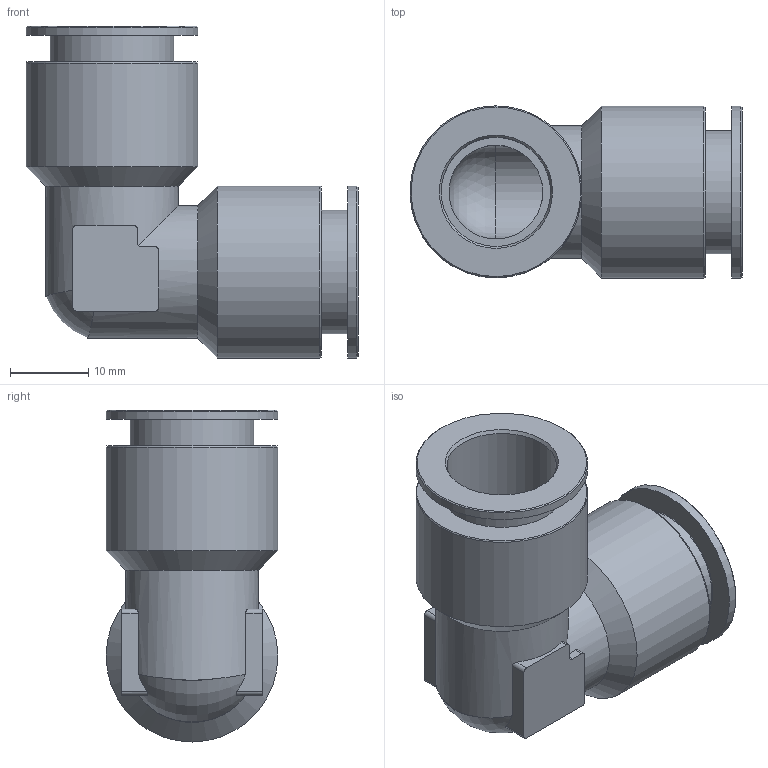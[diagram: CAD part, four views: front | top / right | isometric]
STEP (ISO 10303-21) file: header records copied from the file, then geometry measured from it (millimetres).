
FILE_DESCRIPTION(/* description */ ('STEP AP214'),/* implementation_level */ '2;1');
FILE_NAME(/* name */ '570453_NPQM-L-Q14-E-P10',/* time_stamp */ '2024-09-13T06:39:17+02:00',/* author */ ('License CC BY-ND 4.0'),/* organization */ ('CADENAS'),/* preprocessor_version */ 'ST-DEVELOPER v19.3',/* originating_system */ 'PARTsolutions',/* authorisation */ ' ');
FILE_SCHEMA (('AUTOMOTIVE_DESIGN {1 0 10303 214 3 1 1}'));
Length unit declared in the file: millimetre
Products named in the file (1): 570453 NPQM-L-Q14-E-P10
Bounding box: 42.5 x 22 x 42.5 mm (x, y, z)
Volume: 10136.9 mm3; surface area: 7896.1 mm2
Topology: 1 solids, 1 shells, 60 faces, 146 edges, 93 vertices
Faces by surface type: cylinder 24, plane 24, cone 10, torus 1, sphere 1
Full cylindrical faces by diameter (mm): 12 x2, 14 x2, 15.8 x2, 17 x2, 22 x4
Entity records: 1660 total; most frequent: CARTESIAN_POINT 339, DIRECTION 270, ORIENTED_EDGE 236, EDGE_CURVE 118, AXIS2_PLACEMENT_3D 113, EDGE_LOOP 90, FACE_BOUND 90, VERTEX_POINT 88
